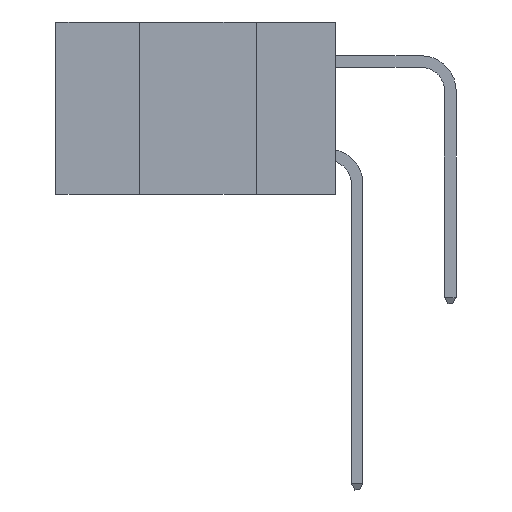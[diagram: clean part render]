
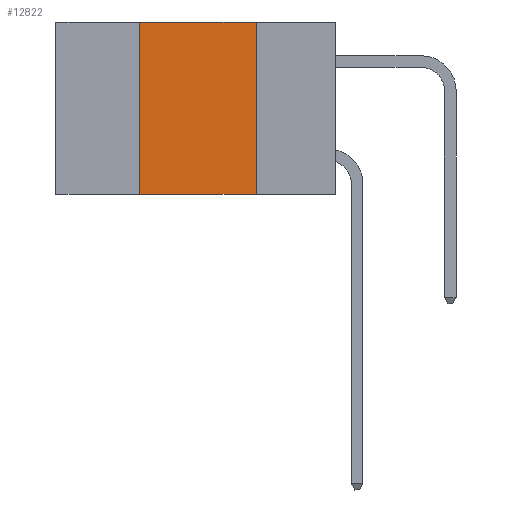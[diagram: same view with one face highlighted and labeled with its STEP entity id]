
A CAD part, left-side view. The second image highlights one B-rep face of the part: STEP entity #12822.
In plain terms, the highlighted planar face has unit normal (-1, 0, 0).
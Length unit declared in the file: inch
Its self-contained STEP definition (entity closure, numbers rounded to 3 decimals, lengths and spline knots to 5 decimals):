
#732 = VECTOR ( 'NONE', #7351, 39.37008 ) ;
#1387 = CARTESIAN_POINT ( 'NONE',  ( 0., 0.17, 0. ) ) ;
#1507 = CARTESIAN_POINT ( 'NONE',  ( 0., 0.42, -0.37 ) ) ;
#3453 = CARTESIAN_POINT ( 'NONE',  ( 0., 0.17, 0. ) ) ;
#4333 = CARTESIAN_POINT ( 'NONE',  ( 0., 0.42, 0. ) ) ;
#4596 = CARTESIAN_POINT ( 'NONE',  ( 0., 0.6, -0.37 ) ) ;
#4868 = LINE ( 'NONE', #10106, #9544 ) ;
#5117 = VERTEX_POINT ( 'NONE', #8757 ) ;
#5395 = VECTOR ( 'NONE', #9003, 39.37008 ) ;
#5611 = CARTESIAN_POINT ( 'NONE',  ( 0., 0.6, 0. ) ) ;
#7351 = DIRECTION ( 'NONE',  ( 0., 0., 1. ) ) ;
#8031 = VERTEX_POINT ( 'NONE', #1507 ) ;
#8640 = DIRECTION ( 'NONE',  ( 0., -1., 0. ) ) ;
#8757 = CARTESIAN_POINT ( 'NONE',  ( 0., 0.17, -0.37 ) ) ;
#8789 = DIRECTION ( 'NONE',  ( 0., -1., 0. ) ) ;
#8888 = EDGE_LOOP ( 'NONE', ( #16275, #18146, #12843, #16055 ) ) ;
#9003 = DIRECTION ( 'NONE',  ( 0., 0., -1. ) ) ;
#9142 = VECTOR ( 'NONE', #8640, 39.37008 ) ;
#9189 = LINE ( 'NONE', #3453, #5395 ) ;
#9534 = EDGE_CURVE ( 'NONE', #8031, #5117, #13810, .T. ) ;
#9544 = VECTOR ( 'NONE', #8789, 39.37008 ) ;
#9894 = DIRECTION ( 'NONE',  ( 0., 0., -1. ) ) ;
#10106 = CARTESIAN_POINT ( 'NONE',  ( 0., 0.6, 0. ) ) ;
#10296 = AXIS2_PLACEMENT_3D ( 'NONE', #5611, #16990, #9894 ) ;
#10694 = VERTEX_POINT ( 'NONE', #1387 ) ;
#11897 = FACE_OUTER_BOUND ( 'NONE', #8888, .T. ) ;
#12435 = VERTEX_POINT ( 'NONE', #12911 ) ;
#12822 = ADVANCED_FACE ( 'NONE', ( #11897 ), #14071, .F. ) ;
#12843 = ORIENTED_EDGE ( 'NONE', *, *, #13549, .F. ) ;
#12911 = CARTESIAN_POINT ( 'NONE',  ( 0., 0.42, 0. ) ) ;
#13202 = LINE ( 'NONE', #4333, #732 ) ;
#13549 = EDGE_CURVE ( 'NONE', #8031, #12435, #13202, .T. ) ;
#13695 = EDGE_CURVE ( 'NONE', #10694, #5117, #9189, .T. ) ;
#13810 = LINE ( 'NONE', #4596, #9142 ) ;
#14071 = PLANE ( 'NONE',  #10296 ) ;
#15764 = EDGE_CURVE ( 'NONE', #12435, #10694, #4868, .T. ) ;
#16055 = ORIENTED_EDGE ( 'NONE', *, *, #9534, .T. ) ;
#16275 = ORIENTED_EDGE ( 'NONE', *, *, #13695, .F. ) ;
#16990 = DIRECTION ( 'NONE',  ( 1., 0., 0. ) ) ;
#18146 = ORIENTED_EDGE ( 'NONE', *, *, #15764, .F. ) ;
